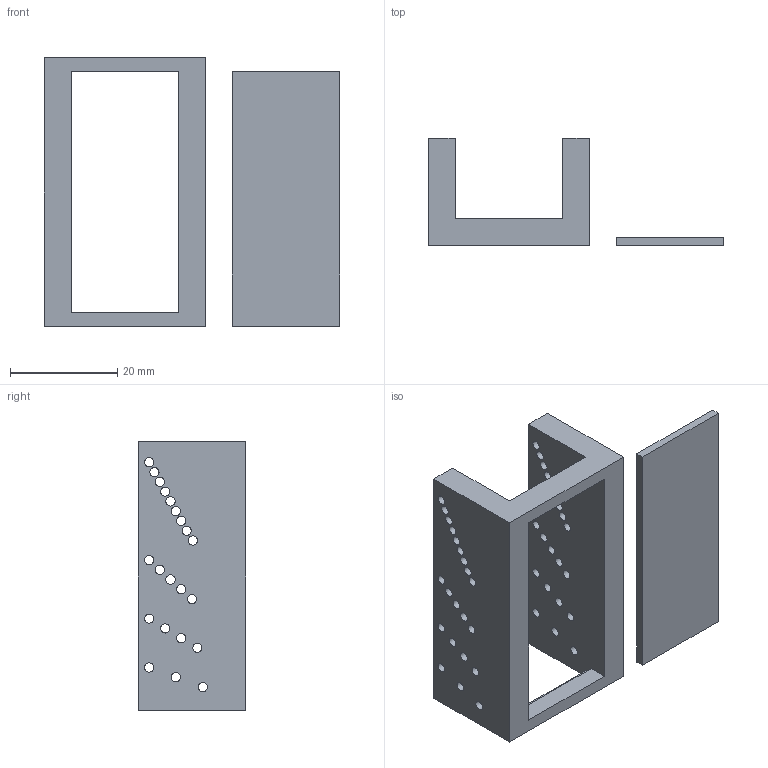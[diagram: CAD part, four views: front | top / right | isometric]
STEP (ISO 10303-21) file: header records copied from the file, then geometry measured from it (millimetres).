
FILE_DESCRIPTION(/* description */ (''),/* implementation_level */ '2;1');
FILE_NAME(/* name */ 'Phantom_gradient.step',/* time_stamp */ '2016-10-04T23:41:29+02:00',/* author */ (''),/* organization */ (''),/* preprocessor_version */ 'ST-DEVELOPER v16.5',/* originating_system */ 'Autodesk Translation Framework v5.1.0.3141',/* authorisation */ '');
FILE_SCHEMA (('AUTOMOTIVE_DESIGN { 1 0 10303 214 3 1 1 }'));
Length unit declared in the file: centimetre
Products named in the file (1): Phantom_gradient v0
Bounding box: 55 x 20 x 50 mm (x, y, z)
Volume: 11362.1 mm3; surface area: 8999.6 mm2
Topology: 2 solids, 2 shells, 66 faces, 188 edges, 125 vertices
Faces by surface type: cylinder 42, plane 24
Full cylindrical faces by diameter (mm): 1.72 x42
Entity records: 2173 total; most frequent: DIRECTION 364, CARTESIAN_POINT 338, ORIENTED_EDGE 292, EDGE_LOOP 193, AXIS2_PLACEMENT_3D 151, EDGE_CURVE 146, FACE_BOUND 127, VERTEX_POINT 125
